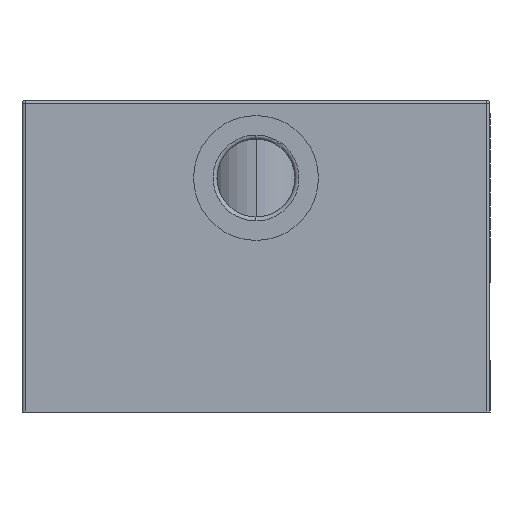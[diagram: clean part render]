
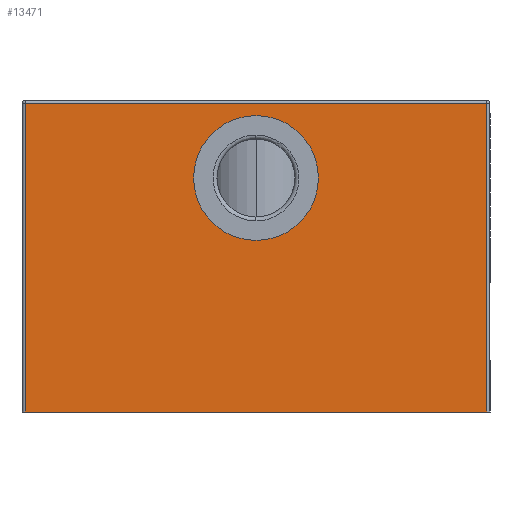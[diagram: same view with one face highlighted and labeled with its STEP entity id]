
A CAD part, left-side view. The second image highlights one B-rep face of the part: STEP entity #13471.
In plain terms, the highlighted planar face has unit normal (-1, 0, 0).
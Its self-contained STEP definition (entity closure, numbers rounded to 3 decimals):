
#125 = VERTEX_POINT ( 'NONE', #4470 ) ;
#132 = EDGE_LOOP ( 'NONE', ( #7653, #1223, #4319, #13531 ) ) ;
#161 = AXIS2_PLACEMENT_3D ( 'NONE', #5307, #1811, #14503 ) ;
#283 = CARTESIAN_POINT ( 'NONE',  ( -65., -14.8, 19.8 ) ) ;
#475 = CARTESIAN_POINT ( 'NONE',  ( -65., 0., 20. ) ) ;
#854 = CARTESIAN_POINT ( 'NONE',  ( -65., 0., 0. ) ) ;
#1014 = EDGE_LOOP ( 'NONE', ( #12865, #13473 ) ) ;
#1068 = VECTOR ( 'NONE', #8112, 1000. ) ;
#1223 = ORIENTED_EDGE ( 'NONE', *, *, #3340, .F. ) ;
#1811 = DIRECTION ( 'NONE',  ( -1., 0., 0. ) ) ;
#1922 = FACE_OUTER_BOUND ( 'NONE', #132, .T. ) ;
#2229 = EDGE_CURVE ( 'NONE', #8329, #12359, #12920, .T. ) ;
#2358 = EDGE_CURVE ( 'NONE', #6923, #6236, #6518, .T. ) ;
#3340 = EDGE_CURVE ( 'NONE', #8329, #6923, #8660, .T. ) ;
#3919 = CARTESIAN_POINT ( 'NONE',  ( -65., 0., 19. ) ) ;
#4070 = DIRECTION ( 'NONE',  ( 0., 0., -1. ) ) ;
#4182 = CARTESIAN_POINT ( 'NONE',  ( -65., 14.8, 0. ) ) ;
#4308 = DIRECTION ( 'NONE',  ( 0., -1., 0. ) ) ;
#4319 = ORIENTED_EDGE ( 'NONE', *, *, #2229, .T. ) ;
#4407 = VERTEX_POINT ( 'NONE', #3919 ) ;
#4470 = CARTESIAN_POINT ( 'NONE',  ( -65., 0., 11. ) ) ;
#4849 = VECTOR ( 'NONE', #9343, 1000. ) ;
#5307 = CARTESIAN_POINT ( 'NONE',  ( -65., 0., 15. ) ) ;
#5309 = AXIS2_PLACEMENT_3D ( 'NONE', #11160, #14660, #12246 ) ;
#5482 = CARTESIAN_POINT ( 'NONE',  ( -65., 14.8, 19.8 ) ) ;
#5848 = CARTESIAN_POINT ( 'NONE',  ( -65., 14.8, 20. ) ) ;
#6236 = VERTEX_POINT ( 'NONE', #283 ) ;
#6460 = VECTOR ( 'NONE', #4070, 1000. ) ;
#6518 = LINE ( 'NONE', #6757, #1068 ) ;
#6757 = CARTESIAN_POINT ( 'NONE',  ( -65., 0., 19.8 ) ) ;
#6923 = VERTEX_POINT ( 'NONE', #5482 ) ;
#7410 = VECTOR ( 'NONE', #4308, 1000. ) ;
#7435 = EDGE_CURVE ( 'NONE', #125, #4407, #9729, .T. ) ;
#7472 = EDGE_CURVE ( 'NONE', #4407, #125, #9554, .T. ) ;
#7653 = ORIENTED_EDGE ( 'NONE', *, *, #2358, .F. ) ;
#7919 = FACE_BOUND ( 'NONE', #1014, .T. ) ;
#8112 = DIRECTION ( 'NONE',  ( 0., -1., 0. ) ) ;
#8329 = VERTEX_POINT ( 'NONE', #4182 ) ;
#8333 = CARTESIAN_POINT ( 'NONE',  ( -65., -14.8, 0. ) ) ;
#8660 = LINE ( 'NONE', #5848, #4849 ) ;
#8758 = EDGE_CURVE ( 'NONE', #6236, #12359, #9544, .T. ) ;
#9343 = DIRECTION ( 'NONE',  ( 0., 0., 1. ) ) ;
#9544 = LINE ( 'NONE', #14748, #6460 ) ;
#9554 = CIRCLE ( 'NONE', #161, 4. ) ;
#9729 = CIRCLE ( 'NONE', #5309, 4. ) ;
#10112 = AXIS2_PLACEMENT_3D ( 'NONE', #475, #13482, #14648 ) ;
#11160 = CARTESIAN_POINT ( 'NONE',  ( -65., 0., 15. ) ) ;
#12246 = DIRECTION ( 'NONE',  ( 0., 0., 1. ) ) ;
#12359 = VERTEX_POINT ( 'NONE', #8333 ) ;
#12865 = ORIENTED_EDGE ( 'NONE', *, *, #7472, .F. ) ;
#12920 = LINE ( 'NONE', #854, #7410 ) ;
#13332 = PLANE ( 'NONE',  #10112 ) ;
#13471 = ADVANCED_FACE ( 'NONE', ( #7919, #1922 ), #13332, .F. ) ;
#13473 = ORIENTED_EDGE ( 'NONE', *, *, #7435, .F. ) ;
#13482 = DIRECTION ( 'NONE',  ( 1., 0., 0. ) ) ;
#13531 = ORIENTED_EDGE ( 'NONE', *, *, #8758, .F. ) ;
#14503 = DIRECTION ( 'NONE',  ( 0., 0., 1. ) ) ;
#14648 = DIRECTION ( 'NONE',  ( 0., 0., -1. ) ) ;
#14660 = DIRECTION ( 'NONE',  ( -1., 0., 0. ) ) ;
#14748 = CARTESIAN_POINT ( 'NONE',  ( -65., -14.8, 20. ) ) ;
